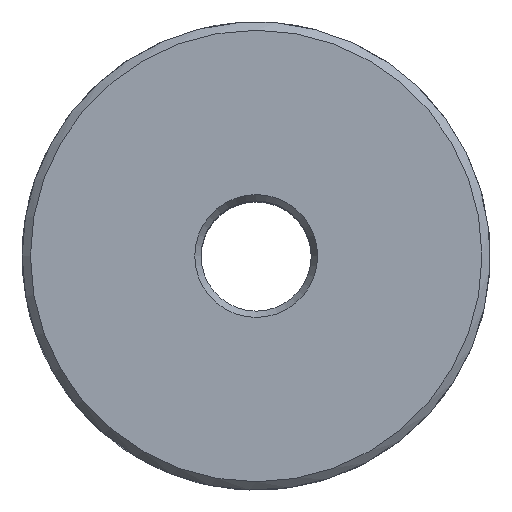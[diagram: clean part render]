
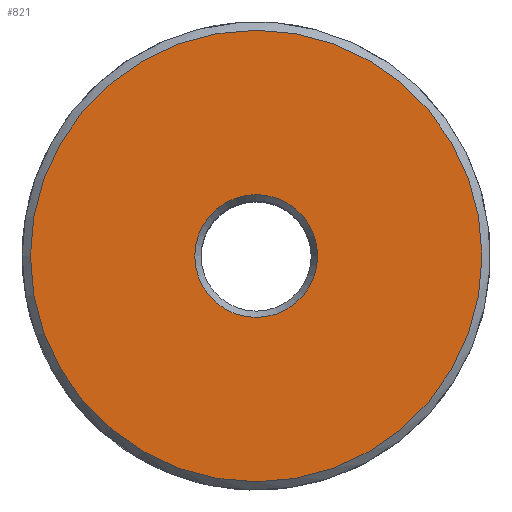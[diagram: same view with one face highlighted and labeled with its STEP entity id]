
A CAD part, top view. The second image highlights one B-rep face of the part: STEP entity #821.
In plain terms, the highlighted planar face has unit normal (0, 0, 1).
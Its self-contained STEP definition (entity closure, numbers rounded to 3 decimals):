
#6 = VERTEX_POINT ( 'NONE', #1090 ) ;
#72 = PLANE ( 'NONE',  #964 ) ;
#92 = DIRECTION ( 'NONE',  ( -1., 0., 0. ) ) ;
#103 = EDGE_CURVE ( 'NONE', #722, #722, #494, .T. ) ;
#172 = CARTESIAN_POINT ( 'NONE',  ( 0., 0., -0.25 ) ) ;
#414 = DIRECTION ( 'NONE',  ( -1., 0., 0. ) ) ;
#442 = CARTESIAN_POINT ( 'NONE',  ( 0., 0., -0.25 ) ) ;
#462 = AXIS2_PLACEMENT_3D ( 'NONE', #442, #806, #92 ) ;
#494 = CIRCLE ( 'NONE', #1501, 8.2 ) ;
#538 = CARTESIAN_POINT ( 'NONE',  ( 0., 2., -0.25 ) ) ;
#572 = EDGE_LOOP ( 'NONE', ( #1133 ) ) ;
#578 = DIRECTION ( 'NONE',  ( 0., 0., -1. ) ) ;
#588 = DIRECTION ( 'NONE',  ( -1., 0., 0. ) ) ;
#652 = FACE_BOUND ( 'NONE', #896, .T. ) ;
#722 = VERTEX_POINT ( 'NONE', #1169 ) ;
#806 = DIRECTION ( 'NONE',  ( 0., 0., -1. ) ) ;
#821 = ADVANCED_FACE ( 'NONE', ( #652, #1113 ), #72, .F. ) ;
#896 = EDGE_LOOP ( 'NONE', ( #1248 ) ) ;
#964 = AXIS2_PLACEMENT_3D ( 'NONE', #538, #578, #588 ) ;
#1090 = CARTESIAN_POINT ( 'NONE',  ( -2.231, 0., -0.25 ) ) ;
#1093 = DIRECTION ( 'NONE',  ( 0., 0., -1. ) ) ;
#1113 = FACE_OUTER_BOUND ( 'NONE', #572, .T. ) ;
#1133 = ORIENTED_EDGE ( 'NONE', *, *, #103, .F. ) ;
#1169 = CARTESIAN_POINT ( 'NONE',  ( -8.2, 0., -0.25 ) ) ;
#1248 = ORIENTED_EDGE ( 'NONE', *, *, #1387, .T. ) ;
#1387 = EDGE_CURVE ( 'NONE', #6, #6, #1492, .T. ) ;
#1492 = CIRCLE ( 'NONE', #462, 2.231 ) ;
#1501 = AXIS2_PLACEMENT_3D ( 'NONE', #172, #1093, #414 ) ;
